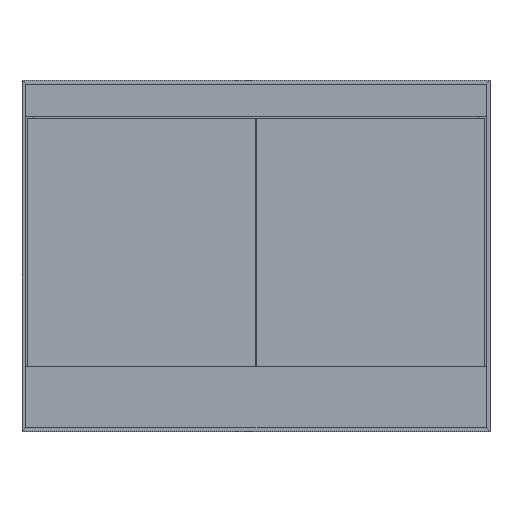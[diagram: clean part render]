
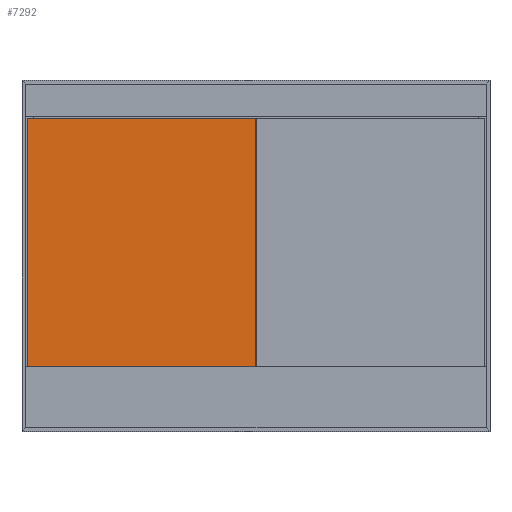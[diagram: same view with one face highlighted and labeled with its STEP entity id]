
A CAD part, top view. The second image highlights one B-rep face of the part: STEP entity #7292.
In plain terms, the highlighted planar face has unit normal (0, 0, 1).
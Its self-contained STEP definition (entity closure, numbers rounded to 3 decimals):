
#225 = LINE ( 'NONE', #3665, #2125 ) ;
#505 = VERTEX_POINT ( 'NONE', #10255 ) ;
#874 = VECTOR ( 'NONE', #11088, 1000. ) ;
#1075 = AXIS2_PLACEMENT_3D ( 'NONE', #11165, #3444, #6887 ) ;
#1282 = EDGE_CURVE ( 'NONE', #9666, #505, #1765, .T. ) ;
#1765 = LINE ( 'NONE', #5211, #8065 ) ;
#1843 = EDGE_LOOP ( 'NONE', ( #11010, #9988, #2313, #3588 ) ) ;
#2046 = DIRECTION ( 'NONE',  ( 0., -1., 0. ) ) ;
#2125 = VECTOR ( 'NONE', #7098, 1000. ) ;
#2313 = ORIENTED_EDGE ( 'NONE', *, *, #1282, .T. ) ;
#3444 = DIRECTION ( 'NONE',  ( 0., 0., 1. ) ) ;
#3508 = EDGE_CURVE ( 'NONE', #9291, #8296, #6336, .T. ) ;
#3588 = ORIENTED_EDGE ( 'NONE', *, *, #6489, .T. ) ;
#3665 = CARTESIAN_POINT ( 'NONE',  ( 11., 138., 0. ) ) ;
#4015 = CARTESIAN_POINT ( 'NONE',  ( 11., 138., 0. ) ) ;
#4222 = LINE ( 'NONE', #7655, #874 ) ;
#4289 = FACE_OUTER_BOUND ( 'NONE', #1843, .T. ) ;
#5211 = CARTESIAN_POINT ( 'NONE',  ( 498.5, 669., 0. ) ) ;
#6252 = EDGE_CURVE ( 'NONE', #8296, #9666, #225, .T. ) ;
#6336 = LINE ( 'NONE', #9758, #9293 ) ;
#6489 = EDGE_CURVE ( 'NONE', #505, #9291, #4222, .T. ) ;
#6887 = DIRECTION ( 'NONE',  ( 1., 0., 0. ) ) ;
#7098 = DIRECTION ( 'NONE',  ( 1., 0., 0. ) ) ;
#7292 = ADVANCED_FACE ( 'NONE', ( #4289 ), #7728, .T. ) ;
#7468 = CARTESIAN_POINT ( 'NONE',  ( 11., 669., 0. ) ) ;
#7655 = CARTESIAN_POINT ( 'NONE',  ( 11., 669., 0. ) ) ;
#7728 = PLANE ( 'NONE',  #1075 ) ;
#7934 = CARTESIAN_POINT ( 'NONE',  ( 498.5, 138., 0. ) ) ;
#8065 = VECTOR ( 'NONE', #8641, 1000. ) ;
#8296 = VERTEX_POINT ( 'NONE', #4015 ) ;
#8641 = DIRECTION ( 'NONE',  ( 0., 1., 0. ) ) ;
#9291 = VERTEX_POINT ( 'NONE', #7468 ) ;
#9293 = VECTOR ( 'NONE', #2046, 1000. ) ;
#9666 = VERTEX_POINT ( 'NONE', #7934 ) ;
#9758 = CARTESIAN_POINT ( 'NONE',  ( 11., 669., 0. ) ) ;
#9988 = ORIENTED_EDGE ( 'NONE', *, *, #6252, .T. ) ;
#10255 = CARTESIAN_POINT ( 'NONE',  ( 498.5, 669., 0. ) ) ;
#11010 = ORIENTED_EDGE ( 'NONE', *, *, #3508, .T. ) ;
#11088 = DIRECTION ( 'NONE',  ( -1., 0., 0. ) ) ;
#11165 = CARTESIAN_POINT ( 'NONE',  ( 0., 0., 0. ) ) ;
